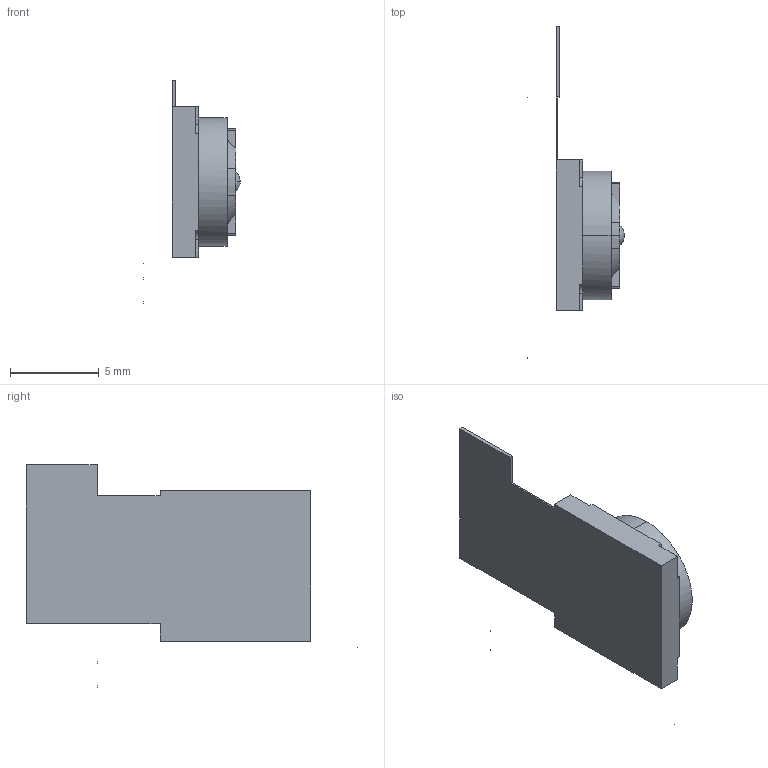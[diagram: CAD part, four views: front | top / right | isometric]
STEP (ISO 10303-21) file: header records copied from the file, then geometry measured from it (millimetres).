
FILE_DESCRIPTION (( 'STEP AP214' ), '1' );
FILE_NAME ('B0230.STEP', '2022-01-07T10:44:28', ( '' ), ( '' ), 'SwSTEP 2.0', 'SolidWorks 2021', '' );
FILE_SCHEMA (( 'AUTOMOTIVE_DESIGN' ));
Length unit declared in the file: millimetre
Products named in the file (1): B0230
Bounding box: 5.45 x 18.7 x 12.54 mm (x, y, z)
Surface area: 432.4 mm2 (no closed solid volume)
Topology: 0 solids, 6 shells, 83 faces, 403 edges, 349 vertices
Faces by surface type: plane 65, cylinder 12, cone 4, sphere 2
Entity records: 5837 total; most frequent: CARTESIAN_POINT 2478, ORIENTED_EDGE 787, EDGE_CURVE 401, B_SPLINE_CURVE_WITH_KNOTS 381, VERTEX_POINT 349, DIRECTION 190, EDGE_LOOP 107, AXIS2_PLACEMENT_3D 86
